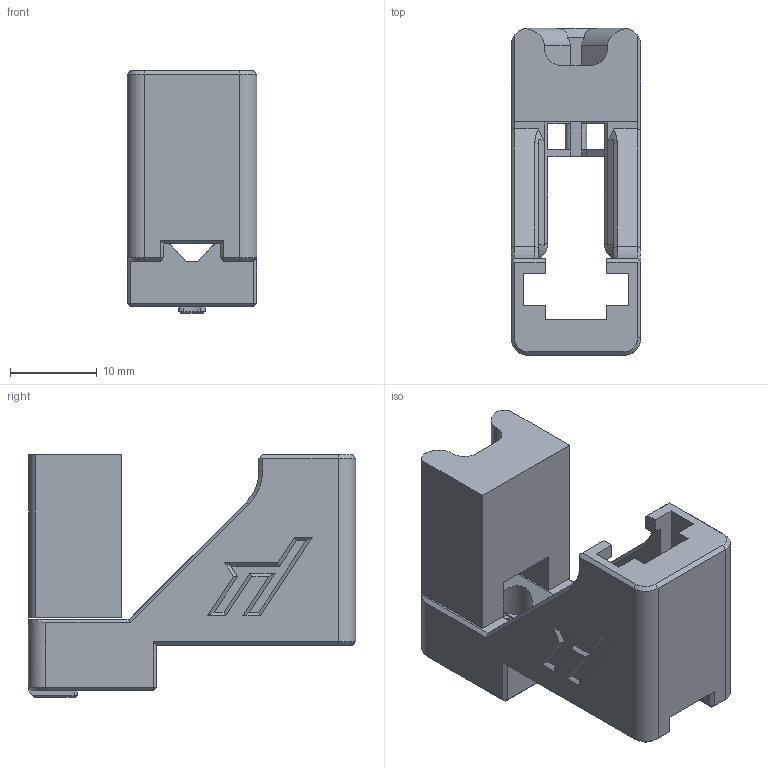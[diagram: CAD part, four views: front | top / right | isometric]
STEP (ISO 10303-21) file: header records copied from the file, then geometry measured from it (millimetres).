
FILE_DESCRIPTION(/* description */ (''),/* implementation_level */ '2;1');
FILE_NAME(/* name */ 'AB_Connector_Plug_Micron_Microfit.step',/* time_stamp */ '2021-10-30T13:19:52+02:00',/* author */ (''),/* organization */ (''),/* preprocessor_version */ 'ST-DEVELOPER v18.1',/* originating_system */ 'Autodesk Translation Framework v10.10.0.1391',/* authorisation */ '');
FILE_SCHEMA (('AUTOMOTIVE_DESIGN { 1 0 10303 214 3 1 1 }'));
Length unit declared in the file: millimetre
Products named in the file (2): AB_Connector_Plug_V2.1_Microfit; AB_Connector_Plug_V2_Microfit
Assembly tree (1 placements, depth 2):
  AB_Connector_Plug_V2.1_Microfit
    AB_Connector_Plug_V2_Microfit
Bounding box: 15 x 37.76 x 28 mm (x, y, z)
Volume: 6274.7 mm3; surface area: 4746.5 mm2
Topology: 2 solids, 2 shells, 230 faces, 604 edges, 373 vertices
Faces by surface type: plane 174, cylinder 30, cone 23, bspline 3
Full cylindrical faces by diameter (mm): 3.4 x1, 6 x1
Entity records: 7040 total; most frequent: CARTESIAN_POINT 1292, ORIENTED_EDGE 1212, DIRECTION 1152, EDGE_CURVE 606, LINE 482, VECTOR 482, VERTEX_POINT 373, AXIS2_PLACEMENT_3D 335
